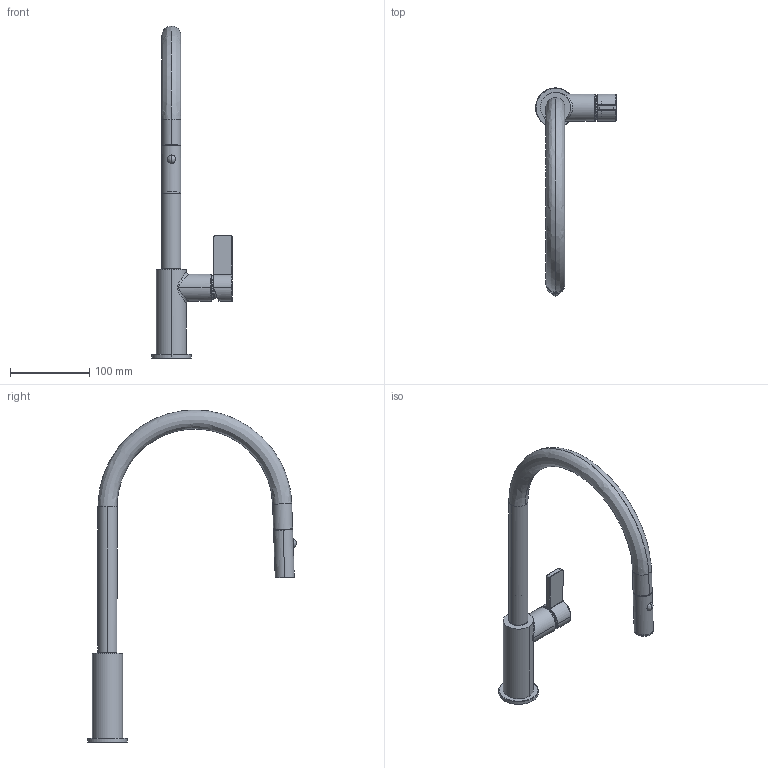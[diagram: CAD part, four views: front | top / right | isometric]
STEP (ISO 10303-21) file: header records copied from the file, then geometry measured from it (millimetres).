
FILE_DESCRIPTION(/* description */ (''),/* implementation_level */ '2;1');
FILE_NAME(/* name */ 'STEP - FDZRFL96137_2266856',/* time_stamp */ '2025-01-13T13:37:23+11:00',/* author */ (''),/* organization */ (''),/* preprocessor_version */ 'ST-DEVELOPER v16.5',/* originating_system */ 'Rhino 7.37',/* authorisation */ '');
FILE_SCHEMA (('AUTOMOTIVE_DESIGN'));
Length unit declared in the file: millimetre
Products named in the file (11): Document; comp_FLAG96137_---; corpo_lavello_estraibile_96008; tappino_copriforo_cromato_piatto_38007_0004; canna_�24_82512_A--; leva_83001; doccia_pulldown_2getti_�24_amfag_ADOCC00142_138_catalogo; doccia_pulldown_2getti_�24_amfag_ADOCC00142_138S_catalogo; doccia_pulldown_2getti_�24_amfag_ADOCC00142_138_senza_chia
ve; valvola_non_ritorno_�14_00957_000; coprighiera_lavello_�34_92010_0006
Assembly tree (10 placements, depth 5):
  Document
    comp_FLAG96137_---
      corpo_lavello_estraibile_96008
      tappino_copriforo_cromato_piatto_38007_0004
      canna_�24_82512_A--
      leva_83001
      doccia_pulldown_2getti_�24_amfag_ADOCC00142_138_catalogo
        doccia_pulldown_2getti_�24_amfag_ADOCC00142_138S_catalogo
          doccia_pulldown_2getti_�24_amfag_ADOCC00142_138_senza_chia
ve
        valvola_non_ritorno_�14_00957_000
      coprighiera_lavello_�34_92010_0006
Bounding box: 101.52 x 262.51 x 418 mm (x, y, z)
Volume: 177471.1 mm3; surface area: 140403 mm2
Topology: 9 solids, 9 shells, 520 faces, 1166 edges, 728 vertices
Faces by surface type: plane 190, cylinder 184, bspline 146
Entity records: 19783 total; most frequent: CARTESIAN_POINT 11736, ORIENTED_EDGE 2312, EDGE_CURVE 1156, VERTEX_POINT 728, B_SPLINE_CURVE_WITH_KNOTS 661, EDGE_LOOP 612, ADVANCED_FACE 520, FACE_OUTER_BOUND 520
